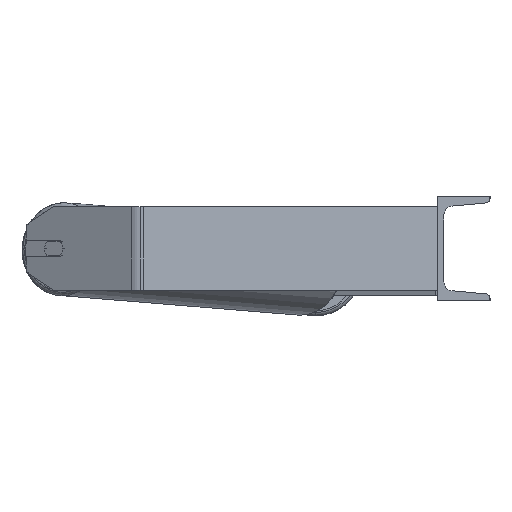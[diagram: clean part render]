
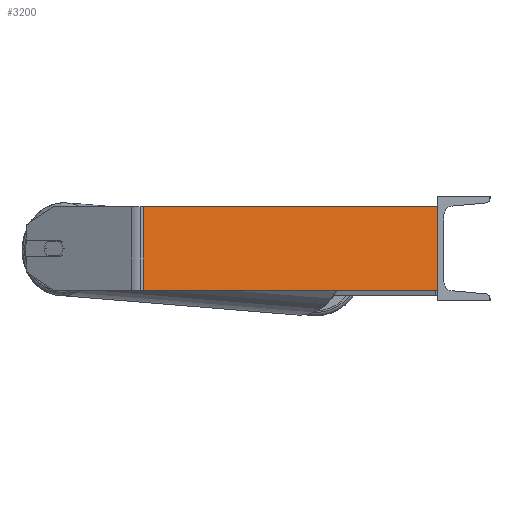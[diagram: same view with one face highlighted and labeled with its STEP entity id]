
A CAD part, left-side view. The second image highlights one B-rep face of the part: STEP entity #3200.
In plain terms, the highlighted planar face has unit normal (-0.985, -0.174, 0).
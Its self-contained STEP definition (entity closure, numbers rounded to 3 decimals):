
#459 = VERTEX_POINT ( 'NONE', #4347 ) ;
#727 = VERTEX_POINT ( 'NONE', #1116 ) ;
#745 = CARTESIAN_POINT ( 'NONE',  ( -735.638, 287.181, 40. ) ) ;
#787 = CARTESIAN_POINT ( 'NONE',  ( -734.626, 281.446, 40. ) ) ;
#889 = EDGE_CURVE ( 'NONE', #7586, #727, #4054, .T. ) ;
#986 = ORIENTED_EDGE ( 'NONE', *, *, #889, .T. ) ;
#1116 = CARTESIAN_POINT ( 'NONE',  ( -734.626, 281.446, -40. ) ) ;
#1852 = DIRECTION ( 'NONE',  ( 0.174, -0.985, 0. ) ) ;
#1947 = ORIENTED_EDGE ( 'NONE', *, *, #5586, .T. ) ;
#2133 = AXIS2_PLACEMENT_3D ( 'NONE', #745, #5778, #5093 ) ;
#3200 = ADVANCED_FACE ( 'NONE', ( #5145 ), #7247, .F. ) ;
#3370 = VECTOR ( 'NONE', #5599, 1000. ) ;
#3730 = LINE ( 'NONE', #7207, #8290 ) ;
#3988 = VECTOR ( 'NONE', #4785, 1000. ) ;
#4054 = LINE ( 'NONE', #6157, #3988 ) ;
#4347 = CARTESIAN_POINT ( 'NONE',  ( -685., 0., -40. ) ) ;
#4785 = DIRECTION ( 'NONE',  ( 0., 0., -1. ) ) ;
#4877 = LINE ( 'NONE', #6422, #3370 ) ;
#4927 = VECTOR ( 'NONE', #8307, 1000. ) ;
#5093 = DIRECTION ( 'NONE',  ( -0.174, 0.985, 0. ) ) ;
#5145 = FACE_OUTER_BOUND ( 'NONE', #5827, .T. ) ;
#5586 = EDGE_CURVE ( 'NONE', #727, #459, #4877, .T. ) ;
#5599 = DIRECTION ( 'NONE',  ( 0.174, -0.985, 0. ) ) ;
#5778 = DIRECTION ( 'NONE',  ( 0.985, 0.174, 0. ) ) ;
#5827 = EDGE_LOOP ( 'NONE', ( #1947, #8245, #7845, #986 ) ) ;
#6157 = CARTESIAN_POINT ( 'NONE',  ( -734.626, 281.446, 40. ) ) ;
#6182 = LINE ( 'NONE', #9006, #4927 ) ;
#6422 = CARTESIAN_POINT ( 'NONE',  ( -735.638, 287.181, -40. ) ) ;
#7207 = CARTESIAN_POINT ( 'NONE',  ( -735.638, 287.181, 40. ) ) ;
#7247 = PLANE ( 'NONE',  #2133 ) ;
#7586 = VERTEX_POINT ( 'NONE', #787 ) ;
#7707 = EDGE_CURVE ( 'NONE', #7586, #8488, #3730, .T. ) ;
#7845 = ORIENTED_EDGE ( 'NONE', *, *, #7707, .F. ) ;
#8245 = ORIENTED_EDGE ( 'NONE', *, *, #8801, .F. ) ;
#8290 = VECTOR ( 'NONE', #1852, 1000. ) ;
#8307 = DIRECTION ( 'NONE',  ( 0., 0., -1. ) ) ;
#8488 = VERTEX_POINT ( 'NONE', #9103 ) ;
#8801 = EDGE_CURVE ( 'NONE', #8488, #459, #6182, .T. ) ;
#9006 = CARTESIAN_POINT ( 'NONE',  ( -685., 0., 40. ) ) ;
#9103 = CARTESIAN_POINT ( 'NONE',  ( -685., 0., 40. ) ) ;
